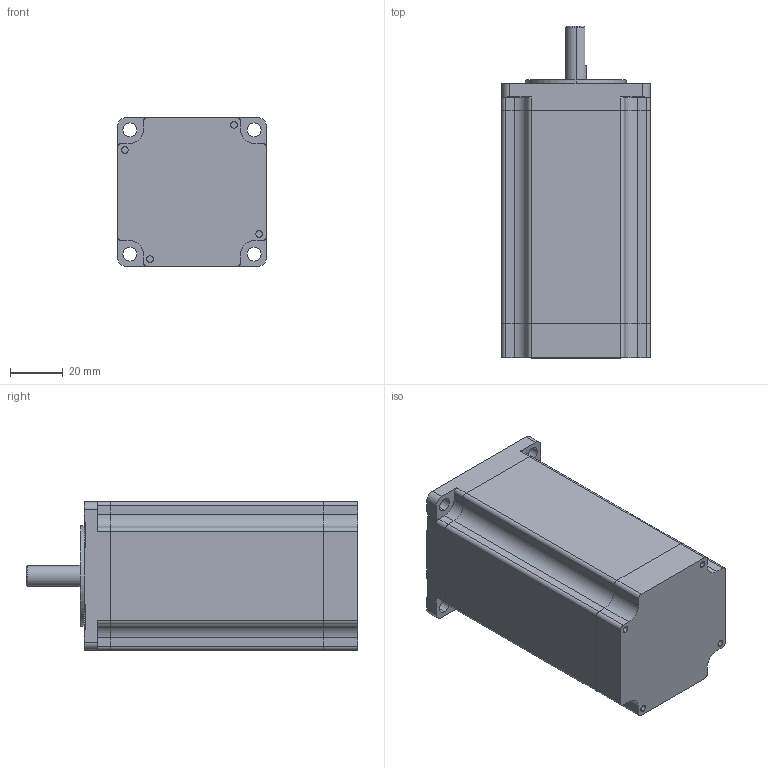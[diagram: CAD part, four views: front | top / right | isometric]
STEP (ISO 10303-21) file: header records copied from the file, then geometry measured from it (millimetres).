
FILE_DESCRIPTION (( 'STEP AP214' ), '1' );
FILE_NAME ('57BLF03.STEP', '2024-12-09T00:18:33', ( '' ), ( '' ), 'SwSTEP 2.0', 'SolidWorks 2024', '' );
FILE_SCHEMA (( 'AUTOMOTIVE_DESIGN' ));
Length unit declared in the file: millimetre
Products named in the file (1): 57BLF03
Bounding box: 56.3 x 126 x 56.3 mm (x, y, z)
Volume: 295545.8 mm3; surface area: 41861.8 mm2
Topology: 4 solids, 4 shells, 169 faces, 457 edges, 304 vertices
Faces by surface type: cylinder 92, plane 74, cone 3
Entity records: 5472 total; most frequent: DIRECTION 984, CARTESIAN_POINT 937, ORIENTED_EDGE 914, EDGE_CURVE 457, AXIS2_PLACEMENT_3D 359, VERTEX_POINT 304, LINE 266, VECTOR 266
